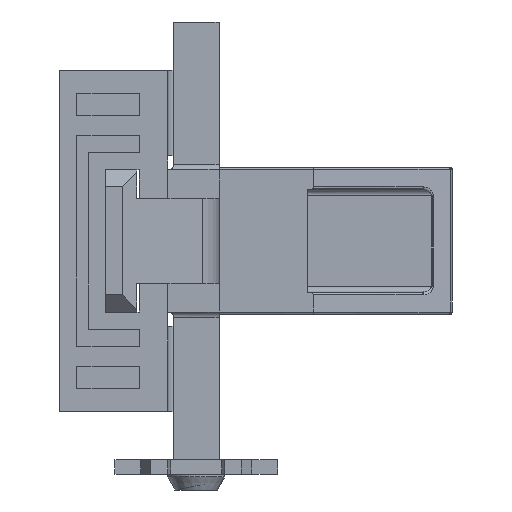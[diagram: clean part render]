
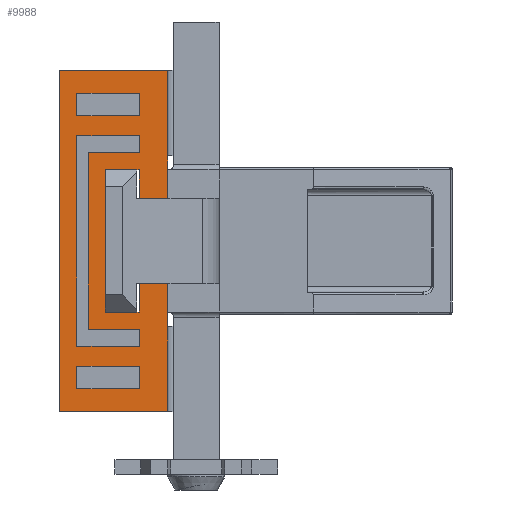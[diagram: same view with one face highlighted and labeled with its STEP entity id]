
A CAD part, left-side view. The second image highlights one B-rep face of the part: STEP entity #9988.
In plain terms, the highlighted planar face has unit normal (-1, 0, 0).
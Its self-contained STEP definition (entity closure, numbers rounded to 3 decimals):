
#1113=DIRECTION('',(0.,-1.,0.));
#1114=VECTOR('',#1113,19.);
#1115=CARTESIAN_POINT('',(-30.5,0.,-10.));
#1116=LINE('',#1115,#1114);
#1120=DIRECTION('',(0.,0.,-1.));
#1121=VECTOR('',#1120,60.);
#1122=CARTESIAN_POINT('',(-30.5,0.,50.));
#1123=LINE('',#1122,#1121);
#1127=DIRECTION('',(0.,1.,0.));
#1128=VECTOR('',#1127,19.);
#1129=CARTESIAN_POINT('',(-30.5,-19.,50.));
#1130=LINE('',#1129,#1128);
#1134=DIRECTION('',(0.,0.,1.));
#1135=VECTOR('',#1134,22.5);
#1136=CARTESIAN_POINT('',(-30.5,-19.,27.5));
#1137=LINE('',#1136,#1135);
#1141=DIRECTION('',(0.,-1.,0.));
#1142=VECTOR('',#1141,5.);
#1143=CARTESIAN_POINT('',(-30.5,-14.,27.5));
#1144=LINE('',#1143,#1142);
#1148=DIRECTION('',(0.,0.,-1.));
#1149=VECTOR('',#1148,5.);
#1150=CARTESIAN_POINT('',(-30.5,-14.,32.5));
#1151=LINE('',#1150,#1149);
#1155=DIRECTION('',(0.,-1.,0.));
#1156=VECTOR('',#1155,0.5);
#1157=CARTESIAN_POINT('',(-30.5,-13.5,32.5));
#1158=LINE('',#1157,#1156);
#1162=DIRECTION('',(0.,-1.,0.));
#1163=VECTOR('',#1162,5.5);
#1164=CARTESIAN_POINT('',(-30.5,-8.,32.5));
#1165=LINE('',#1164,#1163);
#1169=DIRECTION('',(0.,0.,1.));
#1170=VECTOR('',#1169,25.);
#1171=CARTESIAN_POINT('',(-30.5,-8.,7.5));
#1172=LINE('',#1171,#1170);
#1176=DIRECTION('',(0.,1.,0.));
#1177=VECTOR('',#1176,5.5);
#1178=CARTESIAN_POINT('',(-30.5,-13.5,7.5));
#1179=LINE('',#1178,#1177);
#1183=DIRECTION('',(0.,1.,0.));
#1184=VECTOR('',#1183,0.5);
#1185=CARTESIAN_POINT('',(-30.5,-14.,7.5));
#1186=LINE('',#1185,#1184);
#1190=DIRECTION('',(0.,0.,-1.));
#1191=VECTOR('',#1190,5.);
#1192=CARTESIAN_POINT('',(-30.5,-14.,12.5));
#1193=LINE('',#1192,#1191);
#1197=DIRECTION('',(0.,1.,0.));
#1198=VECTOR('',#1197,5.);
#1199=CARTESIAN_POINT('',(-30.5,-19.,12.5));
#1200=LINE('',#1199,#1198);
#1204=DIRECTION('',(0.,0.,1.));
#1205=VECTOR('',#1204,22.5);
#1206=CARTESIAN_POINT('',(-30.5,-19.,-10.));
#1207=LINE('',#1206,#1205);
#1211=DIRECTION('',(0.,0.,-1.));
#1212=VECTOR('',#1211,4.);
#1213=CARTESIAN_POINT('',(-30.5,-14.,-2.));
#1214=LINE('',#1213,#1212);
#1218=DIRECTION('',(0.,-1.,0.));
#1219=VECTOR('',#1218,11.);
#1220=CARTESIAN_POINT('',(-30.5,-3.,-2.));
#1221=LINE('',#1220,#1219);
#1225=DIRECTION('',(0.,0.,1.));
#1226=VECTOR('',#1225,4.);
#1227=CARTESIAN_POINT('',(-30.5,-3.,-6.));
#1228=LINE('',#1227,#1226);
#1232=DIRECTION('',(0.,1.,0.));
#1233=VECTOR('',#1232,11.);
#1234=CARTESIAN_POINT('',(-30.5,-14.,-6.));
#1235=LINE('',#1234,#1233);
#1239=DIRECTION('',(0.,0.,-1.));
#1240=VECTOR('',#1239,3.);
#1241=CARTESIAN_POINT('',(-30.5,-14.,38.5));
#1242=LINE('',#1241,#1240);
#1246=DIRECTION('',(0.,-1.,0.));
#1247=VECTOR('',#1246,11.);
#1248=CARTESIAN_POINT('',(-30.5,-3.,38.5));
#1249=LINE('',#1248,#1247);
#1253=DIRECTION('',(0.,0.,1.));
#1254=VECTOR('',#1253,37.);
#1255=CARTESIAN_POINT('',(-30.5,-3.,1.5));
#1256=LINE('',#1255,#1254);
#1260=DIRECTION('',(0.,1.,0.));
#1261=VECTOR('',#1260,11.);
#1262=CARTESIAN_POINT('',(-30.5,-14.,1.5));
#1263=LINE('',#1262,#1261);
#1267=DIRECTION('',(0.,0.,-1.));
#1268=VECTOR('',#1267,3.);
#1269=CARTESIAN_POINT('',(-30.5,-14.,4.5));
#1270=LINE('',#1269,#1268);
#1274=DIRECTION('',(0.,-1.,0.));
#1275=VECTOR('',#1274,9.);
#1276=CARTESIAN_POINT('',(-30.5,-5.,4.5));
#1277=LINE('',#1276,#1275);
#1281=DIRECTION('',(0.,0.,-1.));
#1282=VECTOR('',#1281,31.);
#1283=CARTESIAN_POINT('',(-30.5,-5.,35.5));
#1284=LINE('',#1283,#1282);
#1288=DIRECTION('',(0.,1.,0.));
#1289=VECTOR('',#1288,9.);
#1290=CARTESIAN_POINT('',(-30.5,-14.,35.5));
#1291=LINE('',#1290,#1289);
#1295=DIRECTION('',(0.,-1.,0.));
#1296=VECTOR('',#1295,11.);
#1297=CARTESIAN_POINT('',(-30.5,-3.,46.));
#1298=LINE('',#1297,#1296);
#1302=DIRECTION('',(0.,0.,1.));
#1303=VECTOR('',#1302,4.);
#1304=CARTESIAN_POINT('',(-30.5,-3.,42.));
#1305=LINE('',#1304,#1303);
#1309=DIRECTION('',(0.,1.,0.));
#1310=VECTOR('',#1309,11.);
#1311=CARTESIAN_POINT('',(-30.5,-14.,42.));
#1312=LINE('',#1311,#1310);
#1316=DIRECTION('',(0.,0.,-1.));
#1317=VECTOR('',#1316,4.);
#1318=CARTESIAN_POINT('',(-30.5,-14.,46.));
#1319=LINE('',#1318,#1317);
#7917=CARTESIAN_POINT('',(-30.5,-14.,4.5));
#7919=VERTEX_POINT('',#7917);
#7941=CARTESIAN_POINT('',(-30.5,-8.,7.5));
#7942=CARTESIAN_POINT('',(-30.5,-8.,32.5));
#7943=VERTEX_POINT('',#7941);
#7944=VERTEX_POINT('',#7942);
#8037=CARTESIAN_POINT('',(-30.5,0.,50.));
#8038=CARTESIAN_POINT('',(-30.5,0.,-10.));
#8039=VERTEX_POINT('',#8037);
#8040=VERTEX_POINT('',#8038);
#8043=CARTESIAN_POINT('',(-30.5,-14.,35.5));
#8045=VERTEX_POINT('',#8043);
#8072=CARTESIAN_POINT('',(-30.5,-19.,12.5));
#8074=VERTEX_POINT('',#8072);
#8091=CARTESIAN_POINT('',(-30.5,-19.,-10.));
#8093=VERTEX_POINT('',#8091);
#8203=CARTESIAN_POINT('',(-30.5,-3.,46.));
#8204=CARTESIAN_POINT('',(-30.5,-14.,46.));
#8205=VERTEX_POINT('',#8203);
#8206=VERTEX_POINT('',#8204);
#8221=CARTESIAN_POINT('',(-30.5,-14.,7.5));
#8223=VERTEX_POINT('',#8221);
#8332=CARTESIAN_POINT('',(-30.5,-19.,27.5));
#8333=CARTESIAN_POINT('',(-30.5,-19.,50.));
#8334=VERTEX_POINT('',#8332);
#8335=VERTEX_POINT('',#8333);
#8387=CARTESIAN_POINT('',(-30.5,-3.,-2.));
#8389=VERTEX_POINT('',#8387);
#8487=CARTESIAN_POINT('',(-30.5,-3.,1.5));
#8488=VERTEX_POINT('',#8487);
#8553=CARTESIAN_POINT('',(-30.5,-3.,38.5));
#8554=VERTEX_POINT('',#8553);
#8618=CARTESIAN_POINT('',(-30.5,-14.,1.5));
#8620=VERTEX_POINT('',#8618);
#8628=CARTESIAN_POINT('',(-30.5,-14.,42.));
#8629=VERTEX_POINT('',#8628);
#8632=CARTESIAN_POINT('',(-30.5,-14.,-2.));
#8634=VERTEX_POINT('',#8632);
#8652=CARTESIAN_POINT('',(-30.5,-14.,38.5));
#8654=VERTEX_POINT('',#8652);
#8827=CARTESIAN_POINT('',(-30.5,-3.,42.));
#8828=VERTEX_POINT('',#8827);
#8831=CARTESIAN_POINT('',(-30.5,-13.5,7.5));
#8833=VERTEX_POINT('',#8831);
#8889=CARTESIAN_POINT('',(-30.5,-13.5,32.5));
#8890=CARTESIAN_POINT('',(-30.5,-14.,32.5));
#8891=VERTEX_POINT('',#8889);
#8892=VERTEX_POINT('',#8890);
#8976=CARTESIAN_POINT('',(-30.5,-14.,-6.));
#8977=VERTEX_POINT('',#8976);
#8984=CARTESIAN_POINT('',(-30.5,-14.,12.5));
#8985=VERTEX_POINT('',#8984);
#9077=CARTESIAN_POINT('',(-30.5,-3.,-6.));
#9078=VERTEX_POINT('',#9077);
#9091=CARTESIAN_POINT('',(-30.5,-5.,35.5));
#9092=CARTESIAN_POINT('',(-30.5,-5.,4.5));
#9093=VERTEX_POINT('',#9091);
#9094=VERTEX_POINT('',#9092);
#9116=CARTESIAN_POINT('',(-30.5,-14.,27.5));
#9117=VERTEX_POINT('',#9116);
#9922=CARTESIAN_POINT('',(-30.5,-19.,-10.));
#9923=DIRECTION('',(-1.,0.,0.));
#9924=DIRECTION('',(0.,0.,-1.));
#9925=AXIS2_PLACEMENT_3D('',#9922,#9923,#9924);
#9926=PLANE('',#9925);
#9927=ORIENTED_EDGE('',*,*,#9539,.F.);
#9928=ORIENTED_EDGE('',*,*,#9213,.F.);
#9930=ORIENTED_EDGE('',*,*,#9929,.F.);
#9931=ORIENTED_EDGE('',*,*,#9838,.F.);
#9932=ORIENTED_EDGE('',*,*,#9809,.F.);
#9933=ORIENTED_EDGE('',*,*,#9910,.F.);
#9935=ORIENTED_EDGE('',*,*,#9934,.F.);
#9937=ORIENTED_EDGE('',*,*,#9936,.F.);
#9939=ORIENTED_EDGE('',*,*,#9938,.F.);
#9941=ORIENTED_EDGE('',*,*,#9940,.F.);
#9943=ORIENTED_EDGE('',*,*,#9942,.F.);
#9945=ORIENTED_EDGE('',*,*,#9944,.F.);
#9946=ORIENTED_EDGE('',*,*,#9688,.F.);
#9947=ORIENTED_EDGE('',*,*,#9603,.F.);
#9948=EDGE_LOOP('',(#9927,#9928,#9930,#9931,#9932,#9933,#9935,#9937,#9939,#9941,
#9943,#9945,#9946,#9947));
#9949=FACE_OUTER_BOUND('',#9948,.F.);
#9951=ORIENTED_EDGE('',*,*,#9950,.F.);
#9953=ORIENTED_EDGE('',*,*,#9952,.F.);
#9955=ORIENTED_EDGE('',*,*,#9954,.F.);
#9957=ORIENTED_EDGE('',*,*,#9956,.F.);
#9958=EDGE_LOOP('',(#9951,#9953,#9955,#9957));
#9959=FACE_BOUND('',#9958,.F.);
#9961=ORIENTED_EDGE('',*,*,#9960,.F.);
#9963=ORIENTED_EDGE('',*,*,#9962,.F.);
#9965=ORIENTED_EDGE('',*,*,#9964,.F.);
#9967=ORIENTED_EDGE('',*,*,#9966,.F.);
#9969=ORIENTED_EDGE('',*,*,#9968,.F.);
#9971=ORIENTED_EDGE('',*,*,#9970,.F.);
#9973=ORIENTED_EDGE('',*,*,#9972,.F.);
#9975=ORIENTED_EDGE('',*,*,#9974,.F.);
#9976=EDGE_LOOP('',(#9961,#9963,#9965,#9967,#9969,#9971,#9973,#9975));
#9977=FACE_BOUND('',#9976,.F.);
#9979=ORIENTED_EDGE('',*,*,#9978,.F.);
#9981=ORIENTED_EDGE('',*,*,#9980,.F.);
#9983=ORIENTED_EDGE('',*,*,#9982,.F.);
#9985=ORIENTED_EDGE('',*,*,#9984,.F.);
#9986=EDGE_LOOP('',(#9979,#9981,#9983,#9985));
#9987=FACE_BOUND('',#9986,.F.);
#9988=ADVANCED_FACE('',(#9949,#9959,#9977,#9987),#9926,.T.);
#9213=EDGE_CURVE('',#8039,#8040,#1123,.T.);
#9539=EDGE_CURVE('',#8040,#8093,#1116,.T.);
#9603=EDGE_CURVE('',#8093,#8074,#1207,.T.);
#9688=EDGE_CURVE('',#8074,#8985,#1200,.T.);
#9809=EDGE_CURVE('',#9117,#8334,#1144,.T.);
#9838=EDGE_CURVE('',#8334,#8335,#1137,.T.);
#9910=EDGE_CURVE('',#8892,#9117,#1151,.T.);
#9929=EDGE_CURVE('',#8335,#8039,#1130,.T.);
#9934=EDGE_CURVE('',#8891,#8892,#1158,.T.);
#9936=EDGE_CURVE('',#7944,#8891,#1165,.T.);
#9938=EDGE_CURVE('',#7943,#7944,#1172,.T.);
#9940=EDGE_CURVE('',#8833,#7943,#1179,.T.);
#9942=EDGE_CURVE('',#8223,#8833,#1186,.T.);
#9944=EDGE_CURVE('',#8985,#8223,#1193,.T.);
#9950=EDGE_CURVE('',#8634,#8977,#1214,.T.);
#9952=EDGE_CURVE('',#8389,#8634,#1221,.T.);
#9954=EDGE_CURVE('',#9078,#8389,#1228,.T.);
#9956=EDGE_CURVE('',#8977,#9078,#1235,.T.);
#9960=EDGE_CURVE('',#8654,#8045,#1242,.T.);
#9962=EDGE_CURVE('',#8554,#8654,#1249,.T.);
#9964=EDGE_CURVE('',#8488,#8554,#1256,.T.);
#9966=EDGE_CURVE('',#8620,#8488,#1263,.T.);
#9968=EDGE_CURVE('',#7919,#8620,#1270,.T.);
#9970=EDGE_CURVE('',#9094,#7919,#1277,.T.);
#9972=EDGE_CURVE('',#9093,#9094,#1284,.T.);
#9974=EDGE_CURVE('',#8045,#9093,#1291,.T.);
#9978=EDGE_CURVE('',#8205,#8206,#1298,.T.);
#9980=EDGE_CURVE('',#8828,#8205,#1305,.T.);
#9982=EDGE_CURVE('',#8629,#8828,#1312,.T.);
#9984=EDGE_CURVE('',#8206,#8629,#1319,.T.);
